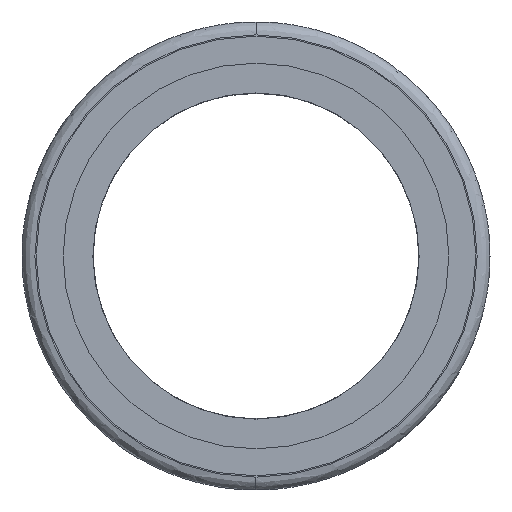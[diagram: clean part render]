
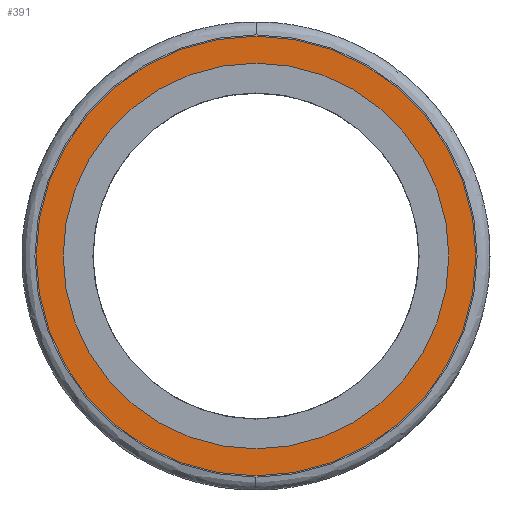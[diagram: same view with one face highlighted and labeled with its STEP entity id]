
A CAD part, left-side view. The second image highlights one B-rep face of the part: STEP entity #391.
In plain terms, the highlighted planar face has unit normal (-1, 0, 0).
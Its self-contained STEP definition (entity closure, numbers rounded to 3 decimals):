
#391=ADVANCED_FACE('',(#2922,#2923),#2921,.T.);
#2921=PLANE('',#7776);
#2922=FACE_OUTER_BOUND('',#7777,.T.);
#2923=FACE_BOUND('',#7778,.T.);
#7773=CARTESIAN_POINT('',(-37.5,-32.216,-35.65));
#7774=DIRECTION('',(-1.,0.,0.));
#7775=DIRECTION('',(0.,0.,1.));
#7776=AXIS2_PLACEMENT_3D('',#7773,#7774,#7775);
#7777=EDGE_LOOP('',(#8933,#8934));
#7778=EDGE_LOOP('',(#8935,#8936));
#8933=ORIENTED_EDGE('',*,*,#9533,.T.);
#8934=ORIENTED_EDGE('',*,*,#9534,.T.);
#8935=ORIENTED_EDGE('',*,*,#9535,.F.);
#8936=ORIENTED_EDGE('',*,*,#9536,.F.);
#9533=EDGE_CURVE('',#12841,#12842,#12843,.T.);
#9534=EDGE_CURVE('',#12842,#12841,#12849,.T.);
#9535=EDGE_CURVE('',#12855,#12856,#12857,.T.);
#9536=EDGE_CURVE('',#12856,#12855,#12863,.T.);
#12841=VERTEX_POINT('',#15609);
#12842=VERTEX_POINT('',#15610);
#12843=CIRCLE('',#15614,15.5);
#12849=CIRCLE('',#15618,15.5);
#12855=VERTEX_POINT('',#15619);
#12856=VERTEX_POINT('',#15620);
#12857=CIRCLE('',#15624,13.6);
#12863=CIRCLE('',#15628,13.6);
#15609=CARTESIAN_POINT('',(-37.5,0.,15.5));
#15610=CARTESIAN_POINT('',(-37.5,0.,-15.5));
#15611=CARTESIAN_POINT('',(-37.5,0.,0.));
#15612=DIRECTION('',(-1.,0.,0.));
#15613=DIRECTION('',(0.,0.,1.));
#15614=AXIS2_PLACEMENT_3D('',#15611,#15612,#15613);
#15615=CARTESIAN_POINT('',(-37.5,0.,0.));
#15616=DIRECTION('',(-1.,0.,0.));
#15617=DIRECTION('',(0.,0.,1.));
#15618=AXIS2_PLACEMENT_3D('',#15615,#15616,#15617);
#15619=CARTESIAN_POINT('',(-37.5,0.,-13.6));
#15620=CARTESIAN_POINT('',(-37.5,0.,13.6));
#15621=CARTESIAN_POINT('',(-37.5,0.,0.));
#15622=DIRECTION('',(-1.,0.,0.));
#15623=DIRECTION('',(0.,0.,1.));
#15624=AXIS2_PLACEMENT_3D('',#15621,#15622,#15623);
#15625=CARTESIAN_POINT('',(-37.5,0.,0.));
#15626=DIRECTION('',(-1.,0.,0.));
#15627=DIRECTION('',(0.,0.,1.));
#15628=AXIS2_PLACEMENT_3D('',#15625,#15626,#15627);
